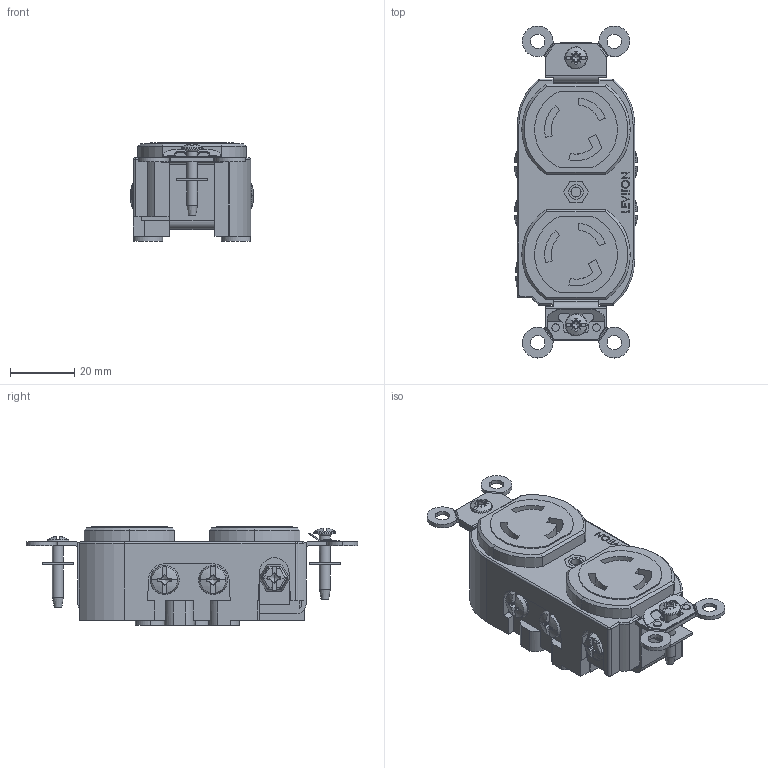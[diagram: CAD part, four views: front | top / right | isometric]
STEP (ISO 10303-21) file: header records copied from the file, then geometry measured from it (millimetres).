
FILE_DESCRIPTION (( 'STEP AP214' ), '1' );
FILE_NAME ('CATSTD-04700-00X-M01.STEP', '2021-12-08T18:38:43', ( '' ), ( '' ), 'SwSTEP 2.0', 'SolidWorks 2020', '' );
FILE_SCHEMA (( 'AUTOMOTIVE_DESIGN' ));
Length unit declared in the file: inch
Products named in the file (1): CATSTD-04700-00X-M01
Bounding box: 38.2 x 103.17 x 30.71 mm (x, y, z)
Volume: 63936.8 mm3; surface area: 17199.9 mm2
Topology: 1 solids, 1 shells, 801 faces, 2229 edges, 1455 vertices
Faces by surface type: plane 503, cylinder 144, cone 60, torus 47, bspline 24, sphere 23
Full cylindrical faces by diameter (mm): 3.404 x4, 6.858 x2
Entity records: 39316 total; most frequent: CARTESIAN_POINT 8778, ORIENTED_EDGE 4370, DIRECTION 3983, EDGE_CURVE 2185, VERTEX_POINT 1441, AXIS2_PLACEMENT_3D 1357, LINE 1269, VECTOR 1269
